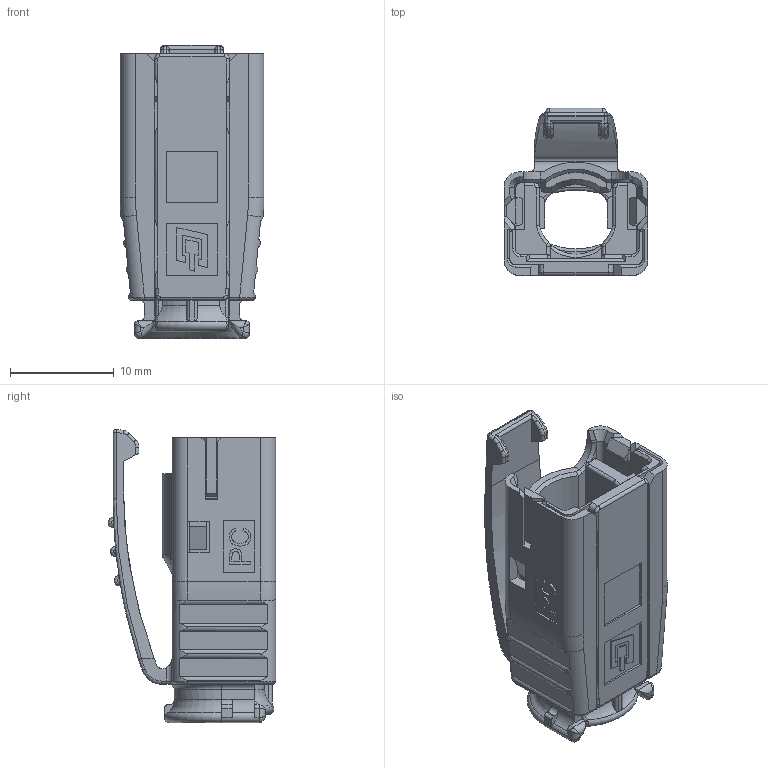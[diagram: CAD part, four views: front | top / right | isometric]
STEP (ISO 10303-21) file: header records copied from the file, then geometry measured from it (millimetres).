
FILE_DESCRIPTION (( 'STEP AP214' ), '1' );
FILE_NAME ('H86011A0000H50.STEP', '2014-03-05T08:24:24', ( 'Wartung1' ), ( '' ), 'SwSTEP 2.0', 'SolidWorks 2013', '' );
FILE_SCHEMA (( 'AUTOMOTIVE_DESIGN' ));
Length unit declared in the file: millimetre
Products named in the file (3): B00081A0044; H86011A0000H50; B00081A0043
Assembly tree (2 placements, depth 2):
  H86011A0000H50
    B00081A0044
    B00081A0043
Bounding box: 13.9 x 16.15 x 28.29 mm (x, y, z)
Volume: 1849.8 mm3; surface area: 4028.2 mm2
Topology: 2 solids, 2 shells, 837 faces, 2225 edges, 1388 vertices
Faces by surface type: plane 444, cylinder 212, bspline 95, torus 62, cone 17, sphere 7
Entity records: 29032 total; most frequent: CARTESIAN_POINT 8980, ORIENTED_EDGE 4418, DIRECTION 3872, EDGE_CURVE 2209, VERTEX_POINT 1388, LINE 1382, VECTOR 1382, AXIS2_PLACEMENT_3D 1245
